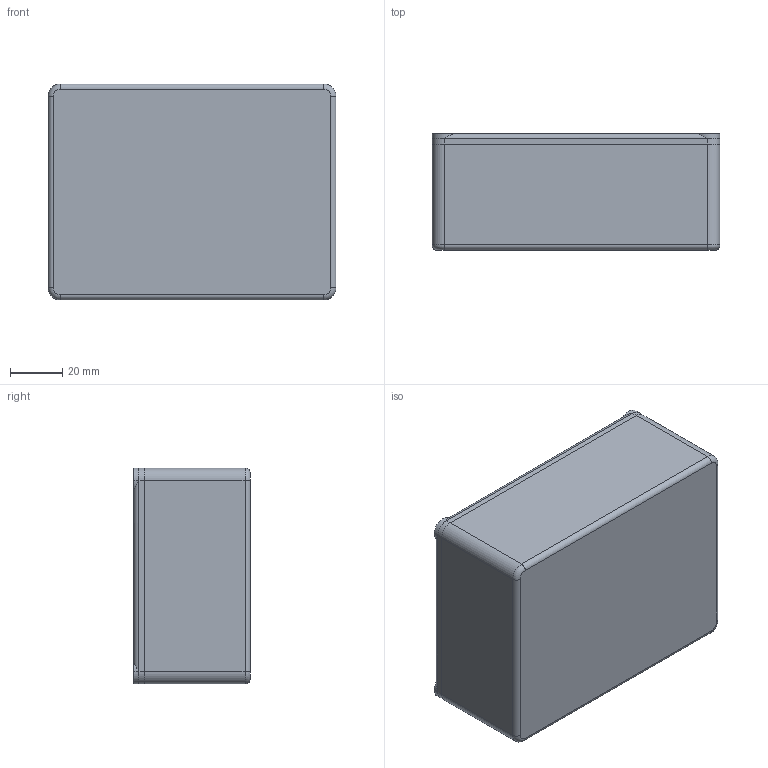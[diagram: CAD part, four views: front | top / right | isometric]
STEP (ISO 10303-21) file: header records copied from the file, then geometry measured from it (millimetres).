
FILE_DESCRIPTION(('STEP AP203'),'1');
FILE_NAME('enclosure_rnd_455-00854.stp','2022-07-17T14:28:05',('TraceParts'),('TraceParts S.A.'),'Spatial InterOp 3D',' ',' ');
FILE_SCHEMA(('CONFIG_CONTROL_DESIGN'));
Length unit declared in the file: millimetre
Products named in the file (1): 1
Bounding box: 110 x 44.5 x 82.5 mm (x, y, z)
Volume: 90238.7 mm3; surface area: 66980.4 mm2
Topology: 2 solids, 2 shells, 97 faces, 252 edges, 152 vertices
Faces by surface type: cylinder 44, plane 29, cone 16, torus 8
Entity records: 3210 total; most frequent: CARTESIAN_POINT 767, DIRECTION 530, ORIENTED_EDGE 488, EDGE_CURVE 244, AXIS2_PLACEMENT_3D 203, VERTEX_POINT 152, LINE 124, VECTOR 124
